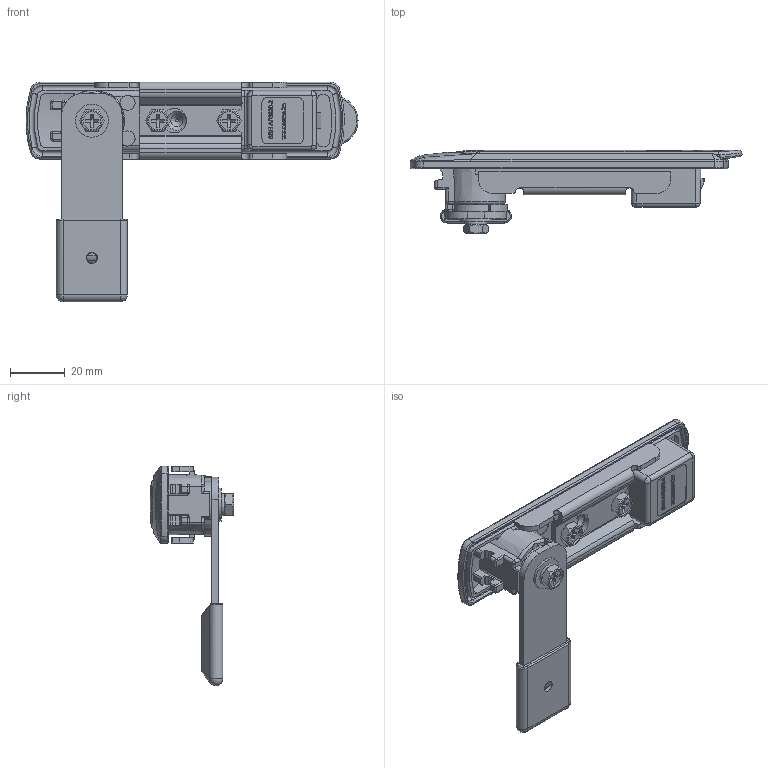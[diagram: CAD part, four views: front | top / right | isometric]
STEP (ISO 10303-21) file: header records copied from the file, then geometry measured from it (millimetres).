
FILE_DESCRIPTION(/* description */ (''),/* implementation_level */ '2;1');
FILE_NAME(/* name */ 'SBH-AF3620-2 v1.step',/* time_stamp */ '2024-06-24T08:56:08+09:00',/* author */ (''),/* organization */ (''),/* preprocessor_version */ 'ST-DEVELOPER v20',/* originating_system */ 'Autodesk Translation Framework v13.14.0.145',/* authorisation */ '');
FILE_SCHEMA (('AUTOMOTIVE_DESIGN { 1 0 10303 214 3 1 1 }'));
Products named in the file (12): SBH-AF3620-2; 베이스; 핸들; 회전캠; 키코어; 볼트1; 볼트2; 브라켓; 캠와셔(미러); W1B6600V v1(미러); W1B6600V_날개 (1); AB402-1X-PT v1 (1)
Assembly tree (12 placements, depth 3):
  SBH-AF3620-2
    베이스
    핸들
    회전캠
    키코어
    볼트1
    볼트2  x2
    브라켓
    캠와셔(미러)
    W1B6600V v1(미러)
      W1B6600V_날개 (1)
      AB402-1X-PT v1 (1)
Bounding box: 121 x 30.4 x 79.99 mm (x, y, z)
Volume: 33295.9 mm3; surface area: 37711.9 mm2
Topology: 16 solids, 16 shells, 1562 faces, 4086 edges, 2620 vertices
Faces by surface type: plane 660, bspline 463, cylinder 333, torus 57, cone 29, sphere 20
Full cylindrical faces by diameter (mm): 1 x1, 3 x2, 3.1 x3, 3.5 x2, 4 x2, 4.2 x2, 4.5 x2, 5 x3, 5.5 x4, 6.5 x3, 7 x2, 9.8 x1, 12 x1, 13.3 x1, 13.4 x1, 14 x1, 14.2 x1, 14.3 x1, 14.4 x1
Entity records: 64774 total; most frequent: CARTESIAN_POINT 29256, ORIENTED_EDGE 8054, DIRECTION 6178, EDGE_CURVE 4027, VERTEX_POINT 2584, LINE 2100, VECTOR 2100, AXIS2_PLACEMENT_3D 2039
